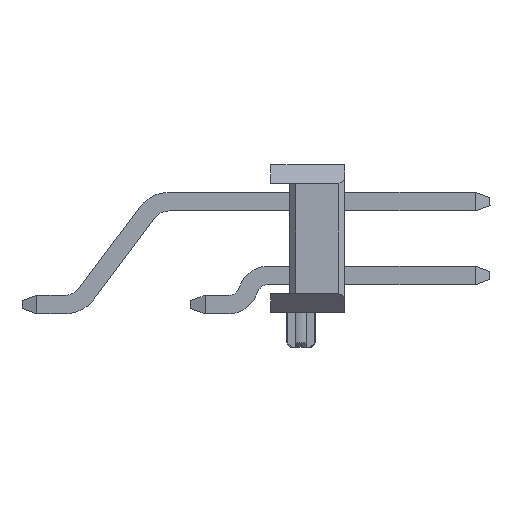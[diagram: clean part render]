
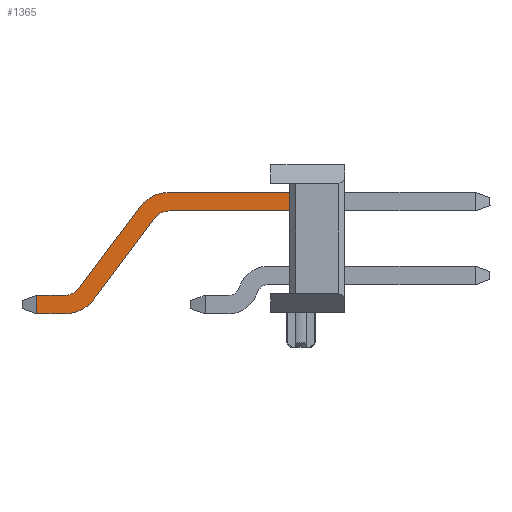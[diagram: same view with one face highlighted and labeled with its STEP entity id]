
A CAD part, left-side view. The second image highlights one B-rep face of the part: STEP entity #1365.
In plain terms, the highlighted planar face has unit normal (-1, 0, 0).
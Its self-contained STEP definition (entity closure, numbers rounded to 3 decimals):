
#1365=ADVANCED_FACE('',(#3754),#3755,.T.);
#3754=FACE_OUTER_BOUND('',#7212,.T.);
#3755=PLANE('',#7213);
#7212=EDGE_LOOP('',(#11321,#11322,#11323,#11324,#11325,#11326,#11327,#11328,#11329,#11330,#11331,#11332));
#7213=AXIS2_PLACEMENT_3D('',#11333,#11334,#11335);
#11321=ORIENTED_EDGE('',*,*,#20966,.F.);
#11322=ORIENTED_EDGE('',*,*,#20967,.T.);
#11323=ORIENTED_EDGE('',*,*,#20968,.F.);
#11324=ORIENTED_EDGE('',*,*,#20962,.F.);
#11325=ORIENTED_EDGE('',*,*,#20900,.F.);
#11326=ORIENTED_EDGE('',*,*,#20969,.T.);
#11327=ORIENTED_EDGE('',*,*,#20970,.F.);
#11328=ORIENTED_EDGE('',*,*,#20971,.T.);
#11329=ORIENTED_EDGE('',*,*,#20972,.F.);
#11330=ORIENTED_EDGE('',*,*,#20973,.T.);
#11331=ORIENTED_EDGE('',*,*,#20974,.T.);
#11332=ORIENTED_EDGE('',*,*,#20975,.T.);
#11333=CARTESIAN_POINT('',(0.77,6.245,1.503));
#11334=DIRECTION('',(-1.0,0.,0.));
#11335=DIRECTION('',(0.,0.,1.0));
#20900=EDGE_CURVE('',#25053,#25048,#25055,.T.);
#20962=EDGE_CURVE('',#25048,#25141,#25142,.T.);
#20966=EDGE_CURVE('',#25147,#25148,#25149,.T.);
#20967=EDGE_CURVE('',#25147,#25150,#25151,.T.);
#20968=EDGE_CURVE('',#25141,#25150,#25152,.T.);
#20969=EDGE_CURVE('',#25053,#25153,#25154,.T.);
#20970=EDGE_CURVE('',#25155,#25153,#25156,.T.);
#20971=EDGE_CURVE('',#25155,#25157,#25158,.T.);
#20972=EDGE_CURVE('',#25159,#25157,#25160,.T.);
#20973=EDGE_CURVE('',#25159,#25161,#25162,.T.);
#20974=EDGE_CURVE('',#25161,#25163,#25164,.T.);
#20975=EDGE_CURVE('',#25163,#25148,#25165,.T.);
#25048=VERTEX_POINT('',#31088);
#25053=VERTEX_POINT('',#31095);
#25055=LINE('',#31098,#31099);
#25141=VERTEX_POINT('',#31218);
#25142=LINE('',#31219,#31220);
#25147=VERTEX_POINT('',#31227);
#25148=VERTEX_POINT('',#31228);
#25149=CIRCLE('',#31229,1.28);
#25150=VERTEX_POINT('',#31230);
#25151=LINE('',#31231,#31232);
#25152=CIRCLE('',#31233,0.64);
#25153=VERTEX_POINT('',#31234);
#25154=LINE('',#31235,#31236);
#25155=VERTEX_POINT('',#31237);
#25156=CIRCLE('',#31238,1.28);
#25157=VERTEX_POINT('',#31239);
#25158=LINE('',#31240,#31241);
#25159=VERTEX_POINT('',#31242);
#25160=CIRCLE('',#31243,0.64);
#25161=VERTEX_POINT('',#31244);
#25162=LINE('',#31245,#31246);
#25163=VERTEX_POINT('',#31247);
#25164=LINE('',#31248,#31249);
#25165=LINE('',#31250,#31251);
#31088=CARTESIAN_POINT('',(0.77,1.89,2.953));
#31095=CARTESIAN_POINT('',(0.77,1.89,3.593));
#31098=CARTESIAN_POINT('',(0.77,1.89,3.593));
#31099=VECTOR('',#39028,0.64);
#31218=CARTESIAN_POINT('',(0.77,6.03,2.953));
#31219=CARTESIAN_POINT('',(0.77,1.89,2.953));
#31220=VECTOR('',#39086,4.14);
#31227=CARTESIAN_POINT('',(0.77,8.615,-0.074));
#31228=CARTESIAN_POINT('',(0.77,9.64,-0.587));
#31229=AXIS2_PLACEMENT_3D('',#39089,#39090,#39091);
#31230=CARTESIAN_POINT('',(0.77,6.542,2.697));
#31231=CARTESIAN_POINT('',(0.77,8.615,-0.074));
#31232=VECTOR('',#39092,3.46);
#31233=AXIS2_PLACEMENT_3D('',#39093,#39094,#39095);
#31234=CARTESIAN_POINT('',(0.77,6.03,3.593));
#31235=CARTESIAN_POINT('',(0.77,1.89,3.593));
#31236=VECTOR('',#39096,4.14);
#31237=CARTESIAN_POINT('',(0.77,7.055,3.08));
#31238=AXIS2_PLACEMENT_3D('',#39097,#39098,#39099);
#31239=CARTESIAN_POINT('',(0.77,9.128,0.309));
#31240=CARTESIAN_POINT('',(0.77,7.055,3.08));
#31241=VECTOR('',#39100,3.46);
#31242=CARTESIAN_POINT('',(0.77,9.64,0.053));
#31243=AXIS2_PLACEMENT_3D('',#39101,#39102,#39103);
#31244=CARTESIAN_POINT('',(0.77,10.6,0.053));
#31245=CARTESIAN_POINT('',(0.77,9.64,0.053));
#31246=VECTOR('',#39104,0.96);
#31247=CARTESIAN_POINT('',(0.77,10.6,-0.587));
#31248=CARTESIAN_POINT('',(0.77,10.6,0.053));
#31249=VECTOR('',#39105,0.64);
#31250=CARTESIAN_POINT('',(0.77,10.6,-0.587));
#31251=VECTOR('',#39106,0.96);
#39028=DIRECTION('',(0.,0.,-1.0));
#39086=DIRECTION('',(0.,1.0,0.));
#39089=CARTESIAN_POINT('',(0.77,9.64,0.693));
#39090=DIRECTION('',(1.0,0.,0.));
#39091=DIRECTION('',(0.,-0.801,-0.599));
#39092=DIRECTION('',(0.,-0.599,0.801));
#39093=CARTESIAN_POINT('',(0.77,6.03,2.313));
#39094=DIRECTION('',(-1.0,0.,0.));
#39095=DIRECTION('',(0.,0.,1.0));
#39096=DIRECTION('',(0.,1.0,0.));
#39097=CARTESIAN_POINT('',(0.77,6.03,2.313));
#39098=DIRECTION('',(1.0,0.,0.));
#39099=DIRECTION('',(0.,0.801,0.599));
#39100=DIRECTION('',(0.,0.599,-0.801));
#39101=CARTESIAN_POINT('',(0.77,9.64,0.693));
#39102=DIRECTION('',(-1.0,0.,0.));
#39103=DIRECTION('',(0.,0.,-1.0));
#39104=DIRECTION('',(0.,1.0,0.));
#39105=DIRECTION('',(0.,0.,-1.0));
#39106=DIRECTION('',(0.,-1.0,0.));
